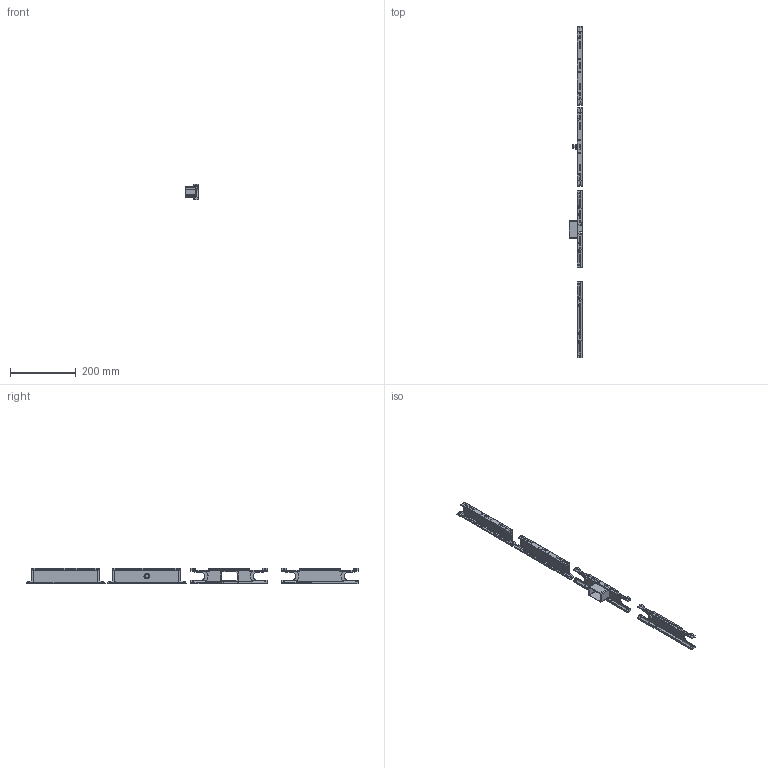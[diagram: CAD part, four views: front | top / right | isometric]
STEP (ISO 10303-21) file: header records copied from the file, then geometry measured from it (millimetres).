
FILE_DESCRIPTION(/* description */ (''),/* implementation_level */ '2;1');
FILE_NAME(/* name */ 'SlottedSkirts_Micron+.step',/* time_stamp */ '2022-08-19T07:14:42-07:00',/* author */ (''),/* organization */ (''),/* preprocessor_version */ 'ST-DEVELOPER v19',/* originating_system */ 'Autodesk Translation Framework v11.7.0.108',/* authorisation */ '');
FILE_SCHEMA (('AUTOMOTIVE_DESIGN { 1 0 10303 214 3 1 1 }'));
Products named in the file (12): SlottedSkirts; RearSkirt; Component11; Component10; SideSkirtPowerButton; Component9; Metal LED Illuminated Latching 16mm Power Push Button ON-OFF Switch 1
2V; Metal LED Illuminated Latching 16mm Power Push Button ON-OFF Switch 1
2V (1); SideSkirt; Component8; FrontSkirt (1); FrontSkirtMesh
Assembly tree (11 placements, depth 4):
  SlottedSkirts
    RearSkirt
      Component11
      Component10
    SideSkirtPowerButton
      Component9
      Metal LED Illuminated Latching 16mm Power Push Button ON-OFF Switch 1
2V
        Metal LED Illuminated Latching 16mm Power Push Button ON-OFF Switch 1
2V (1)
    SideSkirt
      Component8
    FrontSkirt (1)
      FrontSkirtMesh
Bounding box: 41.5 x 1006.89 x 48 mm (x, y, z)
Volume: 216416.4 mm3; surface area: 171467.6 mm2
Topology: 10 solids, 10 shells, 1727 faces, 4738 edges, 2976 vertices
Faces by surface type: plane 1074, cylinder 400, cone 224, bspline 19, torus 6, sphere 4
Full cylindrical faces by diameter (mm): 4.5 x8, 6 x8, 9.954 x1, 10.65 x1, 10.8 x1, 10.866 x1, 11.5 x1, 11.8 x1, 12 x1, 14.3 x1, 15.8 x16, 16 x1, 16.7 x1, 17.8 x1
Entity records: 60164 total; most frequent: CARTESIAN_POINT 15290, ORIENTED_EDGE 9490, DIRECTION 9153, EDGE_CURVE 4745, LINE 3445, VECTOR 3445, VERTEX_POINT 2984, AXIS2_PLACEMENT_3D 2854
